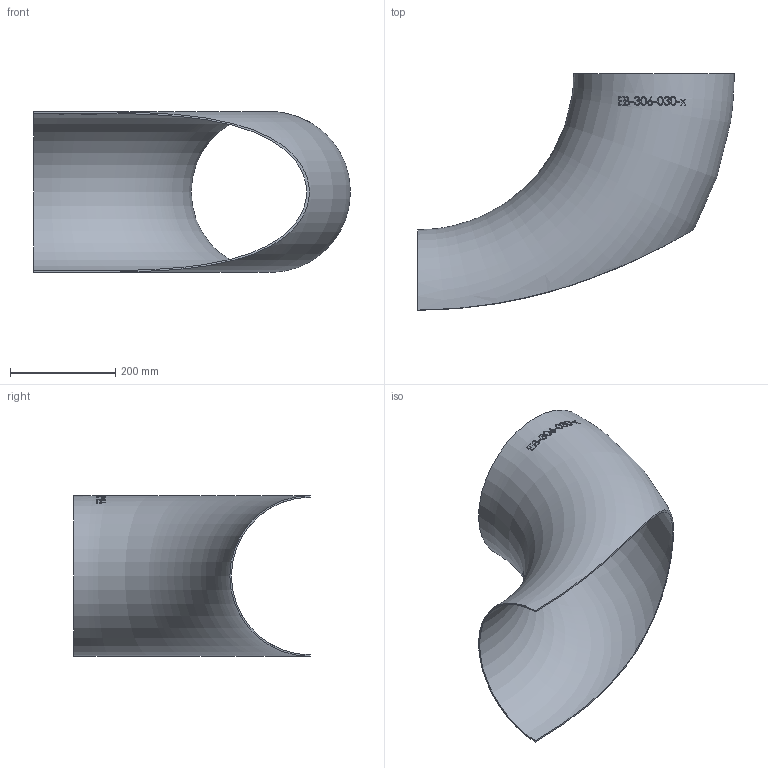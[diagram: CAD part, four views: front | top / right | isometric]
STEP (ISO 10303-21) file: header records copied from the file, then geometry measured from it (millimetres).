
FILE_DESCRIPTION (( 'STEP AP214' ), '1' );
FILE_NAME ('EB-306-030-x Einschweissbogen 1904.STEP', '2019-04-01T14:06:51', ( '' ), ( '' ), 'SwSTEP 2.0', 'SolidWorks 2016', '' );
FILE_SCHEMA (( 'AUTOMOTIVE_DESIGN' ));
Length unit declared in the file: millimetre
Products named in the file (1): EB-306-030-x Einschweissbogen 1904
Bounding box: 603 x 450 x 306.1 mm (x, y, z)
Volume: 1359949.8 mm3; surface area: 916470.1 mm2
Topology: 1 solids, 1 shells, 150 faces, 393 edges, 262 vertices
Faces by surface type: bspline 74, plane 56, torus 20
Entity records: 13317 total; most frequent: CARTESIAN_POINT 8781, ORIENTED_EDGE 782, EDGE_CURVE 391, DIRECTION 291, VERTEX_POINT 262, B_SPLINE_CURVE_WITH_KNOTS 258, EDGE_LOOP 171, FACE_OUTER_BOUND 152
